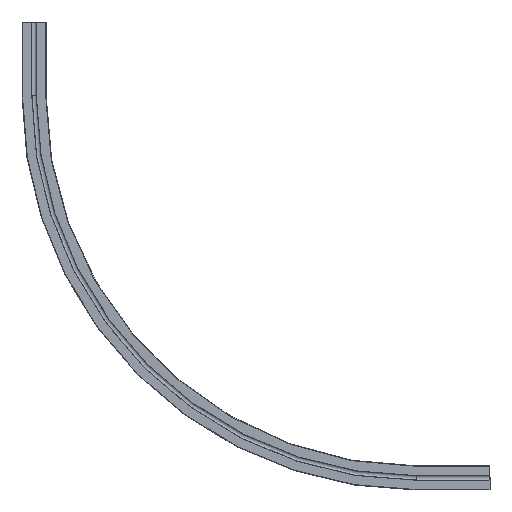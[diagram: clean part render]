
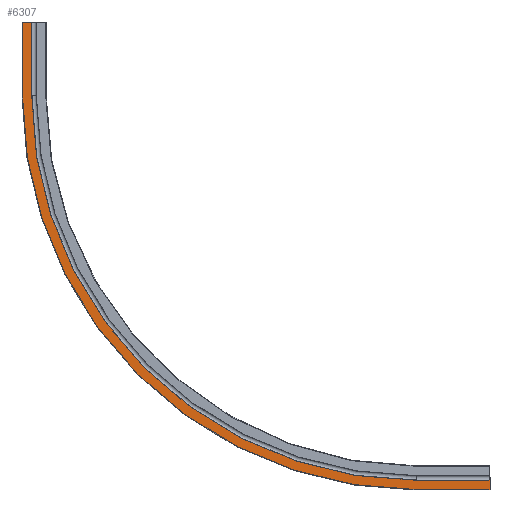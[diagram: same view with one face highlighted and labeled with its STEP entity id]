
A CAD part, front view. The second image highlights one B-rep face of the part: STEP entity #6307.
In plain terms, the highlighted planar face has unit normal (0, -1, 0).
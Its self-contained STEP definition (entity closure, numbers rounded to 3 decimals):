
#560 = VERTEX_POINT ( 'NONE', #6089 ) ;
#563 = CARTESIAN_POINT ( 'NONE',  ( 774.5, -41.25, 0. ) ) ;
#1099 = CARTESIAN_POINT ( 'NONE',  ( 924.5, -41.25, -798. ) ) ;
#1182 = AXIS2_PLACEMENT_3D ( 'NONE', #563, #16125, #3893 ) ;
#1372 = FACE_OUTER_BOUND ( 'NONE', #21426, .T. ) ;
#1847 = EDGE_CURVE ( 'NONE', #22126, #560, #9873, .T. ) ;
#1898 = EDGE_CURVE ( 'NONE', #11151, #9339, #10918, .T. ) ;
#2113 = CARTESIAN_POINT ( 'NONE',  ( -4.717, -41.25, 0. ) ) ;
#2246 = VECTOR ( 'NONE', #22270, 1000. ) ;
#2367 = CARTESIAN_POINT ( 'NONE',  ( 924.5, -41.25, -798. ) ) ;
#2499 = VERTEX_POINT ( 'NONE', #4015 ) ;
#3092 = LINE ( 'NONE', #4782, #2246 ) ;
#3156 = LINE ( 'NONE', #1099, #19410 ) ;
#3706 = DIRECTION ( 'NONE',  ( 0., 0., -1. ) ) ;
#3893 = DIRECTION ( 'NONE',  ( 0., 0., 1. ) ) ;
#3933 = CARTESIAN_POINT ( 'NONE',  ( -23.5, -41.25, 150. ) ) ;
#4015 = CARTESIAN_POINT ( 'NONE',  ( 774.5, -41.25, -798. ) ) ;
#4395 = ORIENTED_EDGE ( 'NONE', *, *, #19425, .T. ) ;
#4782 = CARTESIAN_POINT ( 'NONE',  ( -4.717, -41.25, 150. ) ) ;
#5042 = DIRECTION ( 'NONE',  ( 0., 0., 1. ) ) ;
#5305 = CARTESIAN_POINT ( 'NONE',  ( 774.5, -41.25, -779.217 ) ) ;
#6075 = DIRECTION ( 'NONE',  ( 0., 1., 0. ) ) ;
#6089 = CARTESIAN_POINT ( 'NONE',  ( -4.717, -41.25, 150. ) ) ;
#6307 = ADVANCED_FACE ( 'NONE', ( #1372 ), #22098, .F. ) ;
#6318 = VECTOR ( 'NONE', #9564, 1000. ) ;
#6714 = DIRECTION ( 'NONE',  ( 0., 1., 0. ) ) ;
#6957 = LINE ( 'NONE', #21897, #18650 ) ;
#7192 = CARTESIAN_POINT ( 'NONE',  ( -23.5, -41.25, 150. ) ) ;
#7658 = CARTESIAN_POINT ( 'NONE',  ( 24.5, -41.25, 150. ) ) ;
#8262 = AXIS2_PLACEMENT_3D ( 'NONE', #11740, #6075, #21451 ) ;
#8263 = CARTESIAN_POINT ( 'NONE',  ( 774.5, -41.25, 0. ) ) ;
#8277 = ORIENTED_EDGE ( 'NONE', *, *, #20474, .F. ) ;
#8632 = ORIENTED_EDGE ( 'NONE', *, *, #1847, .F. ) ;
#9339 = VERTEX_POINT ( 'NONE', #5305 ) ;
#9564 = DIRECTION ( 'NONE',  ( 1., 0., 0. ) ) ;
#9871 = ORIENTED_EDGE ( 'NONE', *, *, #18964, .T. ) ;
#9873 = LINE ( 'NONE', #7658, #6318 ) ;
#10633 = EDGE_CURVE ( 'NONE', #22126, #17062, #19274, .T. ) ;
#10918 = LINE ( 'NONE', #21731, #19584 ) ;
#11151 = VERTEX_POINT ( 'NONE', #11672 ) ;
#11531 = EDGE_CURVE ( 'NONE', #11151, #20484, #6957, .T. ) ;
#11672 = CARTESIAN_POINT ( 'NONE',  ( 924.5, -41.25, -779.217 ) ) ;
#11740 = CARTESIAN_POINT ( 'NONE',  ( 24.5, -41.25, 150. ) ) ;
#11811 = CIRCLE ( 'NONE', #18858, 779.217 ) ;
#12027 = ORIENTED_EDGE ( 'NONE', *, *, #11531, .F. ) ;
#13235 = DIRECTION ( 'NONE',  ( -1., 0., 0. ) ) ;
#13967 = VERTEX_POINT ( 'NONE', #2113 ) ;
#14554 = ORIENTED_EDGE ( 'NONE', *, *, #10633, .T. ) ;
#14684 = VECTOR ( 'NONE', #3706, 1000. ) ;
#16125 = DIRECTION ( 'NONE',  ( 0., 1., 0. ) ) ;
#16338 = ORIENTED_EDGE ( 'NONE', *, *, #1898, .T. ) ;
#17062 = VERTEX_POINT ( 'NONE', #19833 ) ;
#17263 = EDGE_CURVE ( 'NONE', #20484, #2499, #3156, .T. ) ;
#18440 = DIRECTION ( 'NONE',  ( 0., 0., -1. ) ) ;
#18650 = VECTOR ( 'NONE', #18440, 1000. ) ;
#18858 = AXIS2_PLACEMENT_3D ( 'NONE', #8263, #6714, #5042 ) ;
#18964 = EDGE_CURVE ( 'NONE', #9339, #13967, #11811, .T. ) ;
#19274 = LINE ( 'NONE', #7192, #14684 ) ;
#19410 = VECTOR ( 'NONE', #13235, 1000. ) ;
#19425 = EDGE_CURVE ( 'NONE', #13967, #560, #3092, .T. ) ;
#19584 = VECTOR ( 'NONE', #19700, 1000. ) ;
#19700 = DIRECTION ( 'NONE',  ( -1., 0., 0. ) ) ;
#19833 = CARTESIAN_POINT ( 'NONE',  ( -23.5, -41.25, 0. ) ) ;
#19879 = CIRCLE ( 'NONE', #1182, 798. ) ;
#20281 = ORIENTED_EDGE ( 'NONE', *, *, #17263, .F. ) ;
#20474 = EDGE_CURVE ( 'NONE', #2499, #17062, #19879, .T. ) ;
#20484 = VERTEX_POINT ( 'NONE', #2367 ) ;
#21426 = EDGE_LOOP ( 'NONE', ( #14554, #8277, #20281, #12027, #16338, #9871, #4395, #8632 ) ) ;
#21451 = DIRECTION ( 'NONE',  ( -1., 0., 0. ) ) ;
#21731 = CARTESIAN_POINT ( 'NONE',  ( 924.5, -41.25, -779.217 ) ) ;
#21897 = CARTESIAN_POINT ( 'NONE',  ( 924.5, -41.25, -779.217 ) ) ;
#22098 = PLANE ( 'NONE',  #8262 ) ;
#22126 = VERTEX_POINT ( 'NONE', #3933 ) ;
#22270 = DIRECTION ( 'NONE',  ( 0., 0., 1. ) ) ;
